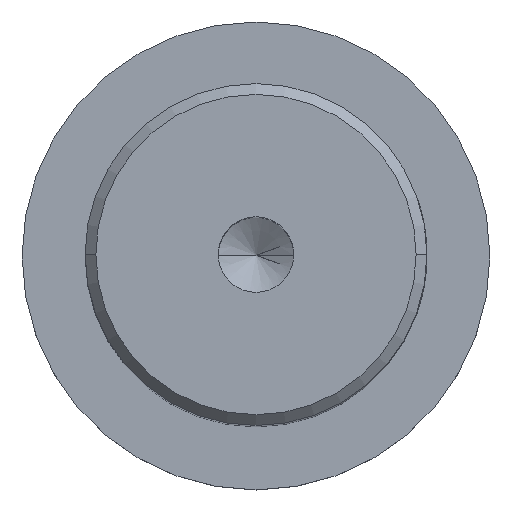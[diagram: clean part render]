
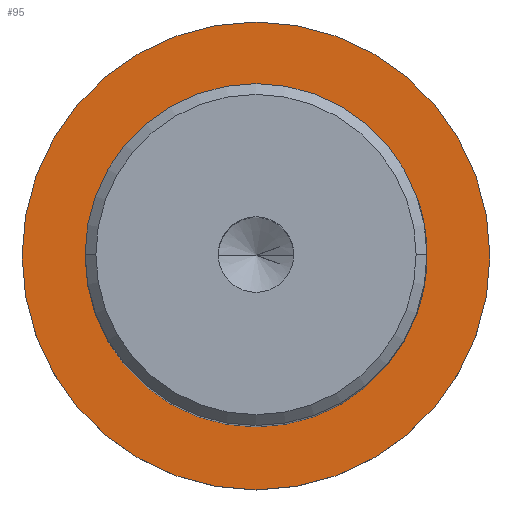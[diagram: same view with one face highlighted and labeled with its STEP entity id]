
A CAD part, top view. The second image highlights one B-rep face of the part: STEP entity #95.
In plain terms, the highlighted planar face has unit normal (0, 0, 1).
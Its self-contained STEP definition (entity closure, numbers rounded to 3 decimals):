
#63 = AXIS2_PLACEMENT_3D ( 'NONE', #617, #908, #559 ) ;
#66 = EDGE_LOOP ( 'NONE', ( #253, #186 ) ) ;
#95 = ADVANCED_FACE ( 'NONE', ( #582, #160 ), #801, .T. ) ;
#98 = DIRECTION ( 'NONE',  ( 0., 0., -1. ) ) ;
#122 = AXIS2_PLACEMENT_3D ( 'NONE', #451, #98, #594 ) ;
#160 = FACE_OUTER_BOUND ( 'NONE', #66, .T. ) ;
#168 = CARTESIAN_POINT ( 'NONE',  ( 13., 0., -44.7 ) ) ;
#182 = AXIS2_PLACEMENT_3D ( 'NONE', #516, #665, #303 ) ;
#186 = ORIENTED_EDGE ( 'NONE', *, *, #195, .F. ) ;
#191 = CARTESIAN_POINT ( 'NONE',  ( -13., 0., -44.7 ) ) ;
#195 = EDGE_CURVE ( 'NONE', #687, #689, #241, .T. ) ;
#241 = CIRCLE ( 'NONE', #122, 13. ) ;
#253 = ORIENTED_EDGE ( 'NONE', *, *, #432, .F. ) ;
#262 = AXIS2_PLACEMENT_3D ( 'NONE', #676, #803, #738 ) ;
#303 = DIRECTION ( 'NONE',  ( 1., 0., 0. ) ) ;
#380 = CIRCLE ( 'NONE', #262, 9.5 ) ;
#432 = EDGE_CURVE ( 'NONE', #689, #687, #631, .T. ) ;
#434 = VERTEX_POINT ( 'NONE', #807 ) ;
#451 = CARTESIAN_POINT ( 'NONE',  ( 0., 0., -44.7 ) ) ;
#483 = CIRCLE ( 'NONE', #63, 9.5 ) ;
#516 = CARTESIAN_POINT ( 'NONE',  ( 0., 13., -44.7 ) ) ;
#520 = CARTESIAN_POINT ( 'NONE',  ( 0., 0., -44.7 ) ) ;
#559 = DIRECTION ( 'NONE',  ( -1., 0., 0. ) ) ;
#575 = ORIENTED_EDGE ( 'NONE', *, *, #660, .T. ) ;
#582 = FACE_BOUND ( 'NONE', #859, .T. ) ;
#585 = DIRECTION ( 'NONE',  ( -1., 0., 0. ) ) ;
#594 = DIRECTION ( 'NONE',  ( -1., 0., 0. ) ) ;
#617 = CARTESIAN_POINT ( 'NONE',  ( 0., 0., -44.7 ) ) ;
#626 = CARTESIAN_POINT ( 'NONE',  ( 9.5, 0., -44.7 ) ) ;
#631 = CIRCLE ( 'NONE', #758, 13. ) ;
#660 = EDGE_CURVE ( 'NONE', #761, #434, #380, .T. ) ;
#665 = DIRECTION ( 'NONE',  ( 0., 0., 1. ) ) ;
#676 = CARTESIAN_POINT ( 'NONE',  ( 0., 0., -44.7 ) ) ;
#687 = VERTEX_POINT ( 'NONE', #168 ) ;
#689 = VERTEX_POINT ( 'NONE', #191 ) ;
#723 = DIRECTION ( 'NONE',  ( 0., 0., -1. ) ) ;
#738 = DIRECTION ( 'NONE',  ( -1., 0., 0. ) ) ;
#758 = AXIS2_PLACEMENT_3D ( 'NONE', #520, #723, #585 ) ;
#761 = VERTEX_POINT ( 'NONE', #626 ) ;
#771 = EDGE_CURVE ( 'NONE', #434, #761, #483, .T. ) ;
#801 = PLANE ( 'NONE',  #182 ) ;
#803 = DIRECTION ( 'NONE',  ( 0., 0., -1. ) ) ;
#807 = CARTESIAN_POINT ( 'NONE',  ( -9.5, 0., -44.7 ) ) ;
#859 = EDGE_LOOP ( 'NONE', ( #886, #575 ) ) ;
#886 = ORIENTED_EDGE ( 'NONE', *, *, #771, .T. ) ;
#908 = DIRECTION ( 'NONE',  ( 0., 0., -1. ) ) ;
